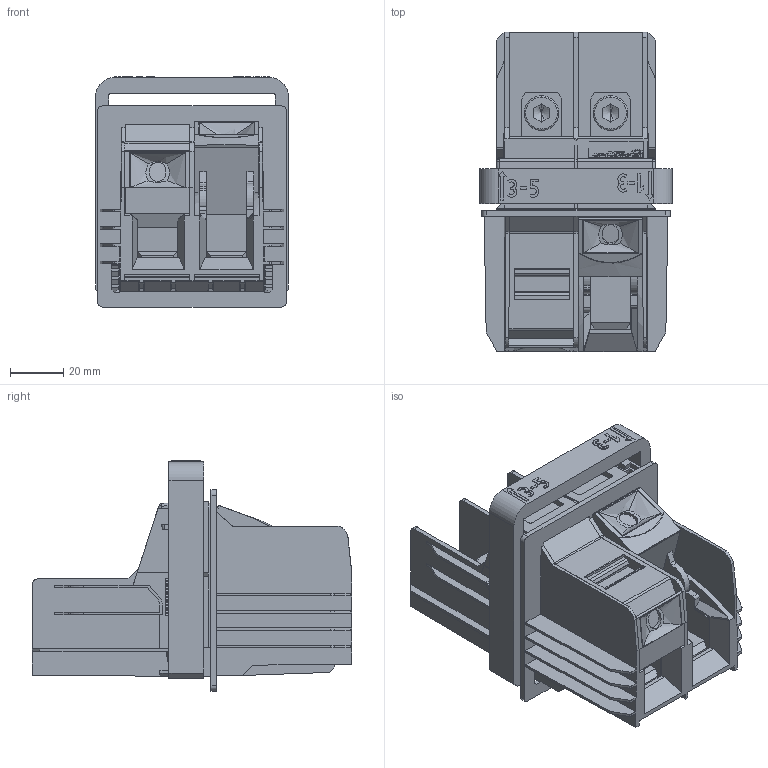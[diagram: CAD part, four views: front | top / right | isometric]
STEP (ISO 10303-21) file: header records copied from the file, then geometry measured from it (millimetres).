
FILE_DESCRIPTION(('Creo Elements/Direct Modeling STEP Export'),'2;1');
FILE_NAME('model.stp','2020-04-14T10:11:30',(''),(''),'Creo Elements/Direct Modeling STEP processor for AP214 (Solid Model)','Creo Elements/Direct Modeling 20.1A 29-Sep-2018 (C) Parametric Technology GmbH','');
FILE_SCHEMA(('AUTOMOTIVE_DESIGN { 1 0 10303 214 1 1 1 1 }'));
Length unit declared in the file: millimetre
Products named in the file (8): schr.zyl-iskt_m8x12.1; schr.zyl-iskt_m8x12.1.1; SCHNORR-Scheibe_Gr_8.1; SCHNORR-Scheibe_Gr_8.1.1; Baugruppe_Schrauben; TW95-Innenteil.1; TW95-Wendeklemmkeil.2; TW95_2-CL
Assembly tree (7 placements, depth 3):
  TW95_2-CL
    TW95-Wendeklemmkeil.2
    TW95-Innenteil.1
    Baugruppe_Schrauben
      SCHNORR-Scheibe_Gr_8.1.1
      SCHNORR-Scheibe_Gr_8.1
      schr.zyl-iskt_m8x12.1.1
      schr.zyl-iskt_m8x12.1
Bounding box: 72.5 x 120.05 x 86.62 mm (x, y, z)
Volume: 254452.5 mm3; surface area: 68995.4 mm2
Topology: 6 solids, 6 shells, 1451 faces, 4102 edges, 2715 vertices
Faces by surface type: plane 1152, cylinder 231, extrusion 23, cone 20, bspline 17, torus 6, sphere 2
Entity records: 64273 total; most frequent: CARTESIAN_POINT 15823, ORIENTED_EDGE 8192, DIRECTION 6807, EDGE_CURVE 4096, VECTOR 3357, LINE 3334, VERTEX_POINT 2715, AXIS2_PLACEMENT_3D 1725
